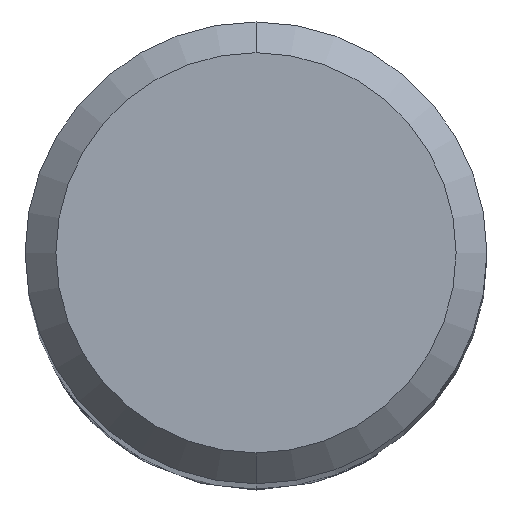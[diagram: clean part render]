
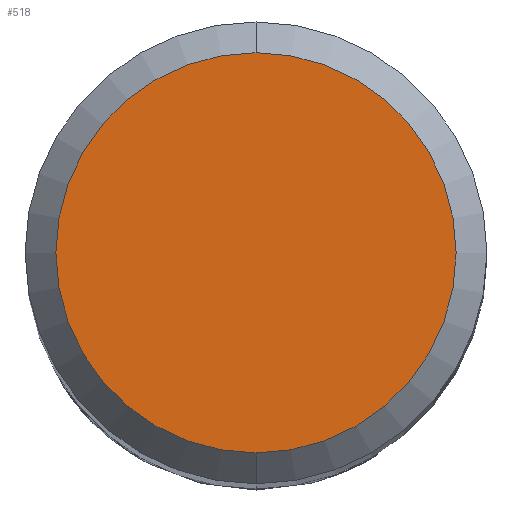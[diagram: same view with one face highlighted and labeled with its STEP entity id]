
A CAD part, top view. The second image highlights one B-rep face of the part: STEP entity #518.
In plain terms, the highlighted planar face has unit normal (0, 0, 1).
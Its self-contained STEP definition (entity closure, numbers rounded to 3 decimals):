
#518=ADVANCED_FACE('',(#1232),#1233,.T.);
#644=EDGE_CURVE('',#808,#870,#1368,.T.);
#782=EDGE_CURVE('',#870,#808,#1521,.T.);
#808=VERTEX_POINT('',#1549);
#870=VERTEX_POINT('',#1616);
#1232=FACE_OUTER_BOUND('',#3128,.T.);
#1233=PLANE('',#3129);
#1368=CIRCLE('',#3688,2.6);
#1521=CIRCLE('',#4535,2.6);
#1549=CARTESIAN_POINT('',(0.,-2.6,0.0));
#1616=CARTESIAN_POINT('',(0.0,2.6,0.0));
#3128=EDGE_LOOP('',(#6832,#6833));
#3129=AXIS2_PLACEMENT_3D('',#6834,#6835,#6836);
#3688=AXIS2_PLACEMENT_3D('',#6954,#6955,#6956);
#4535=AXIS2_PLACEMENT_3D('',#7133,#7134,#7135);
#6832=ORIENTED_EDGE('',*,*,#782,.F.);
#6833=ORIENTED_EDGE('',*,*,#644,.F.);
#6834=CARTESIAN_POINT('',(0.0,1.3,0.0));
#6835=DIRECTION('',(-0.0,0.0,1.0));
#6836=DIRECTION('',(0.0,-1.0,0.0));
#6954=CARTESIAN_POINT('',(0.0,0.0,0.0));
#6955=DIRECTION('',(0.0,0.0,-1.0));
#6956=DIRECTION('',(0.0,1.0,0.0));
#7133=CARTESIAN_POINT('',(0.0,0.0,0.0));
#7134=DIRECTION('',(0.0,0.0,-1.0));
#7135=DIRECTION('',(0.0,1.0,0.0));
